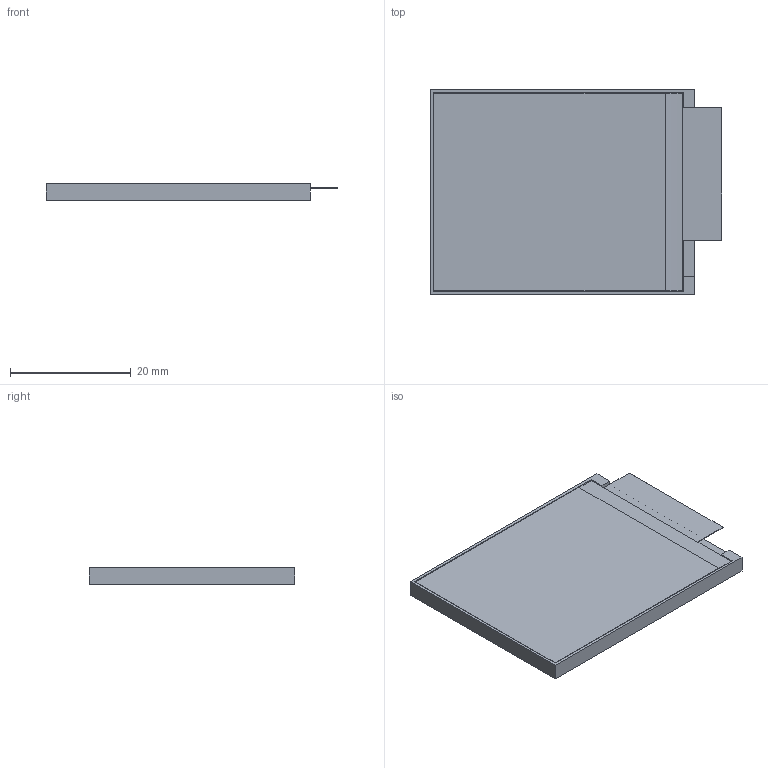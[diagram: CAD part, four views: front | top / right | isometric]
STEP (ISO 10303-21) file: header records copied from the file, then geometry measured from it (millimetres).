
FILE_DESCRIPTION(('FreeCAD Model'),'2;1');
FILE_NAME('SPE_IM120905001_FPC.stp', '2020-03-27T16:36:48',('Author'),(''), 'Open CASCADE STEP processor 7.3','FreeCAD','Unknown');
FILE_SCHEMA(('AUTOMOTIVE_DESIGN { 1 0 10303 214 1 1 1 1 }'));
Length unit declared in the file: millimetre
Products named in the file (3): case; screen; tape
Bounding box: 48.4 x 34 x 2.75 mm (x, y, z)
Volume: 2545.8 mm3; surface area: 6795.7 mm2
Topology: 3 solids, 3 shells, 27 faces, 63 edges, 42 vertices
Faces by surface type: plane 26, cylinder 1
Entity records: 818 total; most frequent: CARTESIAN_POINT 133, ORIENTED_EDGE 126, DIRECTION 121, EDGE_CURVE 63, LINE 61, VECTOR 61, VERTEX_POINT 42, AXIS2_PLACEMENT_3D 30
